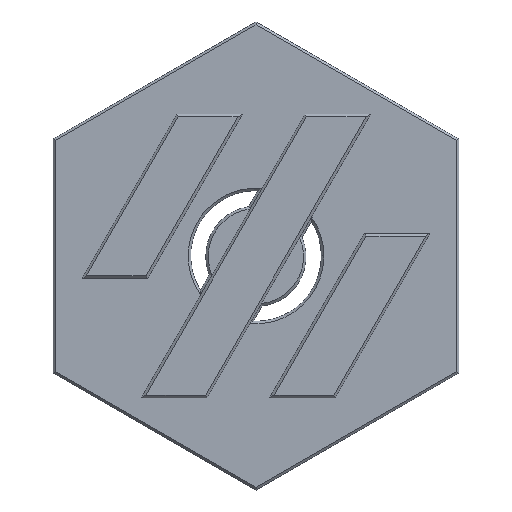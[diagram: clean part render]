
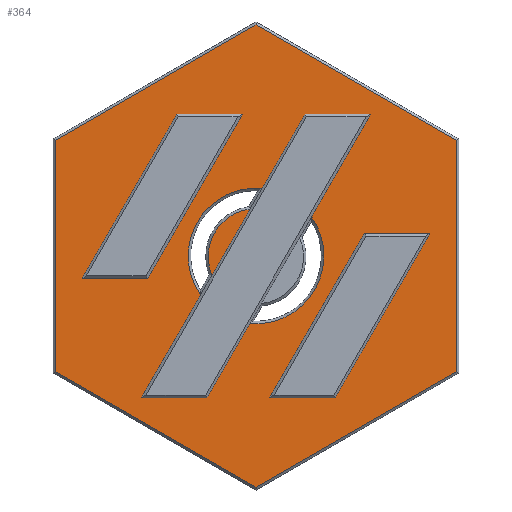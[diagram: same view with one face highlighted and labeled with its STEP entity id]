
A CAD part, top view. The second image highlights one B-rep face of the part: STEP entity #364.
In plain terms, the highlighted planar face has unit normal (0, 0, 1).
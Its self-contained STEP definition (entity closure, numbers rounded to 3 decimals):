
#136=CARTESIAN_POINT('',(-145.063,-317.729,-179.945));
#137=DIRECTION('',(0.,-0.,-1.));
#138=DIRECTION('',(-0.,1.,-0.));
#139=AXIS2_PLACEMENT_3D('',#136,#137,#138);
#140=PLANE('',#139);
#141=CARTESIAN_POINT('',(-185.179,-340.89,-179.945));
#142=VERTEX_POINT('',#141);
#143=CARTESIAN_POINT('',(-145.063,-364.051,-179.945));
#144=VERTEX_POINT('',#143);
#145=CARTESIAN_POINT('',(-185.179,-340.89,-179.945));
#146=DIRECTION('',(0.866,-0.5,0.));
#147=VECTOR('',#146,46.322);
#148=LINE('',#145,#147);
#149=EDGE_CURVE('',#142,#144,#148,.T.);
#150=ORIENTED_EDGE('',*,*,#149,.T.);
#151=CARTESIAN_POINT('',(-104.947,-340.89,-179.945));
#152=VERTEX_POINT('',#151);
#153=CARTESIAN_POINT('',(-145.063,-364.051,-179.945));
#154=DIRECTION('',(0.866,0.5,0.));
#155=VECTOR('',#154,46.322);
#156=LINE('',#153,#155);
#157=EDGE_CURVE('',#144,#152,#156,.T.);
#158=ORIENTED_EDGE('',*,*,#157,.T.);
#159=CARTESIAN_POINT('',(-104.947,-294.568,-179.945));
#160=VERTEX_POINT('',#159);
#161=CARTESIAN_POINT('',(-104.947,-340.89,-179.945));
#162=DIRECTION('',(-0.,1.,-0.));
#163=VECTOR('',#162,46.322);
#164=LINE('',#161,#163);
#165=EDGE_CURVE('',#152,#160,#164,.T.);
#166=ORIENTED_EDGE('',*,*,#165,.T.);
#167=CARTESIAN_POINT('',(-145.063,-271.407,-179.945));
#168=VERTEX_POINT('',#167);
#169=CARTESIAN_POINT('',(-104.947,-294.568,-179.945));
#170=DIRECTION('',(-0.866,0.5,-0.));
#171=VECTOR('',#170,46.322);
#172=LINE('',#169,#171);
#173=EDGE_CURVE('',#160,#168,#172,.T.);
#174=ORIENTED_EDGE('',*,*,#173,.T.);
#175=CARTESIAN_POINT('',(-185.179,-294.568,-179.945));
#176=VERTEX_POINT('',#175);
#177=CARTESIAN_POINT('',(-145.063,-271.407,-179.945));
#178=DIRECTION('',(-0.866,-0.5,-0.));
#179=VECTOR('',#178,46.322);
#180=LINE('',#177,#179);
#181=EDGE_CURVE('',#168,#176,#180,.T.);
#182=ORIENTED_EDGE('',*,*,#181,.T.);
#183=CARTESIAN_POINT('',(-185.179,-294.568,-179.945));
#184=DIRECTION('',(0.,-1.,0.));
#185=VECTOR('',#184,46.322);
#186=LINE('',#183,#185);
#187=EDGE_CURVE('',#176,#142,#186,.T.);
#188=ORIENTED_EDGE('',*,*,#187,.T.);
#189=EDGE_LOOP('',(#150,#158,#166,#174,#182,#188));
#190=FACE_BOUND('',#189,.T.);
#191=CARTESIAN_POINT('',(-146.231,-308.317,-179.945));
#192=VERTEX_POINT('',#191);
#193=CARTESIAN_POINT('',(-154.633,-317.833,-179.945));
#194=VERTEX_POINT('',#193);
#195=CARTESIAN_POINT('',(-145.043,-317.833,-179.945));
#196=DIRECTION('',(-0.,0.,1.));
#197=DIRECTION('',(-1.,0.,-0.));
#198=AXIS2_PLACEMENT_3D('',#195,#196,#197);
#199=CIRCLE('',#198,9.59);
#200=EDGE_CURVE('',#192,#194,#199,.T.);
#201=ORIENTED_EDGE('',*,*,#200,.T.);
#202=CARTESIAN_POINT('',(-153.878,-321.562,-179.945));
#203=VERTEX_POINT('',#202);
#204=CARTESIAN_POINT('',(-145.043,-317.833,-179.945));
#205=DIRECTION('',(-0.,0.,1.));
#206=DIRECTION('',(-1.,0.,-0.));
#207=AXIS2_PLACEMENT_3D('',#204,#205,#206);
#208=CIRCLE('',#207,9.59);
#209=EDGE_CURVE('',#194,#203,#208,.T.);
#210=ORIENTED_EDGE('',*,*,#209,.T.);
#211=CARTESIAN_POINT('',(-156.182,-325.553,-179.945));
#212=VERTEX_POINT('',#211);
#213=CARTESIAN_POINT('',(-153.878,-321.562,-179.945));
#214=DIRECTION('',(-0.5,-0.866,-0.));
#215=VECTOR('',#214,4.609);
#216=LINE('',#213,#215);
#217=EDGE_CURVE('',#203,#212,#216,.T.);
#218=ORIENTED_EDGE('',*,*,#217,.T.);
#219=CARTESIAN_POINT('',(-143.84,-304.175,-179.945));
#220=VERTEX_POINT('',#219);
#221=CARTESIAN_POINT('',(-145.065,-317.72,-179.945));
#222=DIRECTION('',(0.,-0.,-1.));
#223=DIRECTION('',(-1.,0.,-0.));
#224=AXIS2_PLACEMENT_3D('',#221,#222,#223);
#225=CIRCLE('',#224,13.6);
#226=EDGE_CURVE('',#212,#220,#225,.T.);
#227=ORIENTED_EDGE('',*,*,#226,.T.);
#228=CARTESIAN_POINT('',(-143.84,-304.175,-179.945));
#229=DIRECTION('',(-0.5,-0.866,-0.));
#230=VECTOR('',#229,4.783);
#231=LINE('',#228,#230);
#232=EDGE_CURVE('',#220,#192,#231,.T.);
#233=ORIENTED_EDGE('',*,*,#232,.T.);
#234=EDGE_LOOP('',(#201,#210,#218,#227,#233));
#235=FACE_BOUND('',#234,.T.);
#236=CARTESIAN_POINT('',(-133.959,-309.87,-179.945));
#237=VERTEX_POINT('',#236);
#238=CARTESIAN_POINT('',(-131.465,-317.72,-179.945));
#239=VERTEX_POINT('',#238);
#240=CARTESIAN_POINT('',(-145.065,-317.72,-179.945));
#241=DIRECTION('',(0.,-0.,-1.));
#242=DIRECTION('',(-1.,0.,-0.));
#243=AXIS2_PLACEMENT_3D('',#240,#241,#242);
#244=CIRCLE('',#243,13.6);
#245=EDGE_CURVE('',#237,#239,#244,.T.);
#246=ORIENTED_EDGE('',*,*,#245,.T.);
#247=CARTESIAN_POINT('',(-146.309,-331.263,-179.945));
#248=VERTEX_POINT('',#247);
#249=CARTESIAN_POINT('',(-145.065,-317.72,-179.945));
#250=DIRECTION('',(0.,-0.,-1.));
#251=DIRECTION('',(-1.,0.,-0.));
#252=AXIS2_PLACEMENT_3D('',#249,#250,#251);
#253=CIRCLE('',#252,13.6);
#254=EDGE_CURVE('',#239,#248,#253,.T.);
#255=ORIENTED_EDGE('',*,*,#254,.T.);
#256=CARTESIAN_POINT('',(-154.893,-346.13,-179.945));
#257=VERTEX_POINT('',#256);
#258=CARTESIAN_POINT('',(-146.309,-331.263,-179.945));
#259=DIRECTION('',(-0.5,-0.866,-0.));
#260=VECTOR('',#259,17.167);
#261=LINE('',#258,#260);
#262=EDGE_CURVE('',#248,#257,#261,.T.);
#263=ORIENTED_EDGE('',*,*,#262,.T.);
#264=CARTESIAN_POINT('',(-168.027,-346.13,-179.945));
#265=VERTEX_POINT('',#264);
#266=CARTESIAN_POINT('',(-154.893,-346.13,-179.945));
#267=DIRECTION('',(-1.,-0.,-0.));
#268=VECTOR('',#267,13.135);
#269=LINE('',#266,#268);
#270=EDGE_CURVE('',#257,#265,#269,.T.);
#271=ORIENTED_EDGE('',*,*,#270,.T.);
#272=CARTESIAN_POINT('',(-135.233,-289.328,-179.945));
#273=VERTEX_POINT('',#272);
#274=CARTESIAN_POINT('',(-168.027,-346.13,-179.945));
#275=DIRECTION('',(0.5,0.866,0.));
#276=VECTOR('',#275,65.588);
#277=LINE('',#274,#276);
#278=EDGE_CURVE('',#265,#273,#277,.T.);
#279=ORIENTED_EDGE('',*,*,#278,.T.);
#280=CARTESIAN_POINT('',(-122.099,-289.328,-179.945));
#281=VERTEX_POINT('',#280);
#282=CARTESIAN_POINT('',(-122.099,-289.328,-179.945));
#283=DIRECTION('',(-1.,0.,-0.));
#284=VECTOR('',#283,13.135);
#285=LINE('',#282,#284);
#286=EDGE_CURVE('',#281,#273,#285,.T.);
#287=ORIENTED_EDGE('',*,*,#286,.F.);
#288=CARTESIAN_POINT('',(-122.099,-289.328,-179.945));
#289=DIRECTION('',(-0.5,-0.866,-0.));
#290=VECTOR('',#289,23.72);
#291=LINE('',#288,#290);
#292=EDGE_CURVE('',#281,#237,#291,.T.);
#293=ORIENTED_EDGE('',*,*,#292,.T.);
#294=EDGE_LOOP('',(#246,#255,#263,#271,#279,#287,#293));
#295=FACE_BOUND('',#294,.T.);
#296=CARTESIAN_POINT('',(-147.791,-289.328,-179.945));
#297=VERTEX_POINT('',#296);
#298=CARTESIAN_POINT('',(-160.925,-289.328,-179.945));
#299=VERTEX_POINT('',#298);
#300=CARTESIAN_POINT('',(-147.791,-289.328,-179.945));
#301=DIRECTION('',(-1.,-0.,-0.));
#302=VECTOR('',#301,13.135);
#303=LINE('',#300,#302);
#304=EDGE_CURVE('',#297,#299,#303,.T.);
#305=ORIENTED_EDGE('',*,*,#304,.F.);
#306=CARTESIAN_POINT('',(-166.786,-322.229,-179.945));
#307=VERTEX_POINT('',#306);
#308=CARTESIAN_POINT('',(-147.791,-289.328,-179.945));
#309=DIRECTION('',(-0.5,-0.866,-0.));
#310=VECTOR('',#309,37.99);
#311=LINE('',#308,#310);
#312=EDGE_CURVE('',#297,#307,#311,.T.);
#313=ORIENTED_EDGE('',*,*,#312,.T.);
#314=CARTESIAN_POINT('',(-179.921,-322.229,-179.945));
#315=VERTEX_POINT('',#314);
#316=CARTESIAN_POINT('',(-166.786,-322.229,-179.945));
#317=DIRECTION('',(-1.,0.,-0.));
#318=VECTOR('',#317,13.135);
#319=LINE('',#316,#318);
#320=EDGE_CURVE('',#307,#315,#319,.T.);
#321=ORIENTED_EDGE('',*,*,#320,.T.);
#322=CARTESIAN_POINT('',(-179.921,-322.229,-179.945));
#323=DIRECTION('',(0.5,0.866,0.));
#324=VECTOR('',#323,37.99);
#325=LINE('',#322,#324);
#326=EDGE_CURVE('',#315,#299,#325,.T.);
#327=ORIENTED_EDGE('',*,*,#326,.T.);
#328=EDGE_LOOP('',(#305,#313,#321,#327));
#329=FACE_BOUND('',#328,.T.);
#330=CARTESIAN_POINT('',(-110.205,-313.229,-179.945));
#331=VERTEX_POINT('',#330);
#332=CARTESIAN_POINT('',(-123.34,-313.229,-179.945));
#333=VERTEX_POINT('',#332);
#334=CARTESIAN_POINT('',(-110.205,-313.229,-179.945));
#335=DIRECTION('',(-1.,-0.,-0.));
#336=VECTOR('',#335,13.135);
#337=LINE('',#334,#336);
#338=EDGE_CURVE('',#331,#333,#337,.T.);
#339=ORIENTED_EDGE('',*,*,#338,.F.);
#340=CARTESIAN_POINT('',(-129.201,-346.13,-179.945));
#341=VERTEX_POINT('',#340);
#342=CARTESIAN_POINT('',(-110.205,-313.229,-179.945));
#343=DIRECTION('',(-0.5,-0.866,-0.));
#344=VECTOR('',#343,37.99);
#345=LINE('',#342,#344);
#346=EDGE_CURVE('',#331,#341,#345,.T.);
#347=ORIENTED_EDGE('',*,*,#346,.T.);
#348=CARTESIAN_POINT('',(-142.335,-346.13,-179.945));
#349=VERTEX_POINT('',#348);
#350=CARTESIAN_POINT('',(-129.201,-346.13,-179.945));
#351=DIRECTION('',(-1.,-0.,-0.));
#352=VECTOR('',#351,13.135);
#353=LINE('',#350,#352);
#354=EDGE_CURVE('',#341,#349,#353,.T.);
#355=ORIENTED_EDGE('',*,*,#354,.T.);
#356=CARTESIAN_POINT('',(-142.335,-346.13,-179.945));
#357=DIRECTION('',(0.5,0.866,0.));
#358=VECTOR('',#357,37.99);
#359=LINE('',#356,#358);
#360=EDGE_CURVE('',#349,#333,#359,.T.);
#361=ORIENTED_EDGE('',*,*,#360,.T.);
#362=EDGE_LOOP('',(#339,#347,#355,#361));
#363=FACE_BOUND('',#362,.T.);
#364=ADVANCED_FACE('',(#190,#235,#295,#329,#363),#140,.F.);
